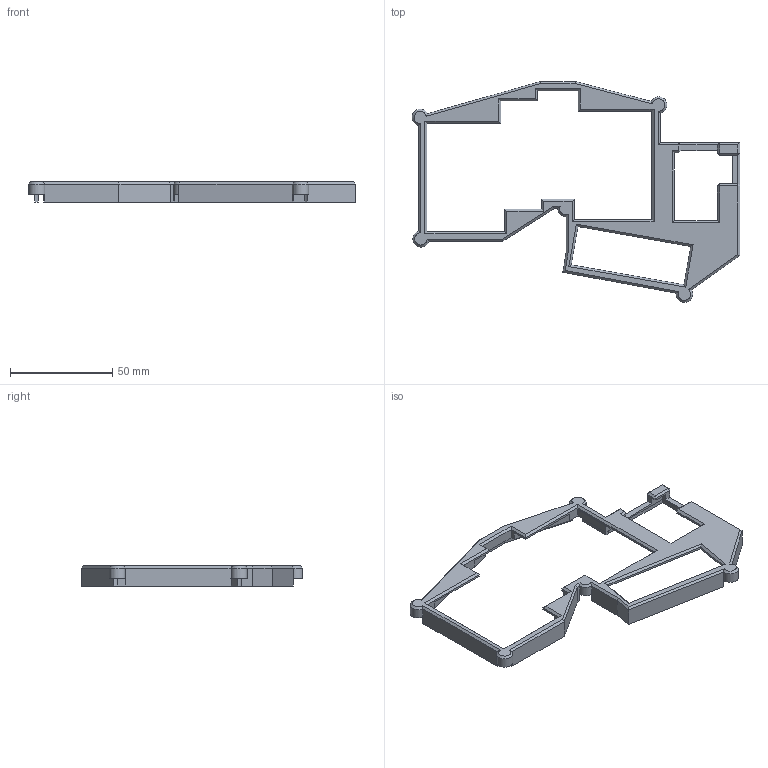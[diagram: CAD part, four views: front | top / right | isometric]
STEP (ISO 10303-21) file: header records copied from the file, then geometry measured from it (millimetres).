
FILE_DESCRIPTION(('FreeCAD Model'),'2;1');
FILE_NAME('Open CASCADE Shape Model','2024-07-14T16:06:37',(''),(''), 'Open CASCADE STEP processor 7.6','FreeCAD','Unknown');
FILE_SCHEMA(('AUTOMOTIVE_DESIGN { 1 0 10303 214 1 1 1 1 }'));
Length unit declared in the file: millimetre
Products named in the file (1): LeftTop
Bounding box: 160.29 x 108.01 x 9.8 mm (x, y, z)
Volume: 18740.4 mm3; surface area: 17280.8 mm2
Topology: 1 solids, 1 shells, 195 faces, 491 edges, 300 vertices
Faces by surface type: plane 164, cylinder 20, cone 11
Full cylindrical faces by diameter (mm): 2.4 x5
Entity records: 12610 total; most frequent: CARTESIAN_POINT 2610, DIRECTION 1882, LINE 1344, VECTOR 1344, ORIENTED_EDGE 982, PCURVE 982, DEFINITIONAL_REPRESENTATION 982, EDGE_CURVE 491
